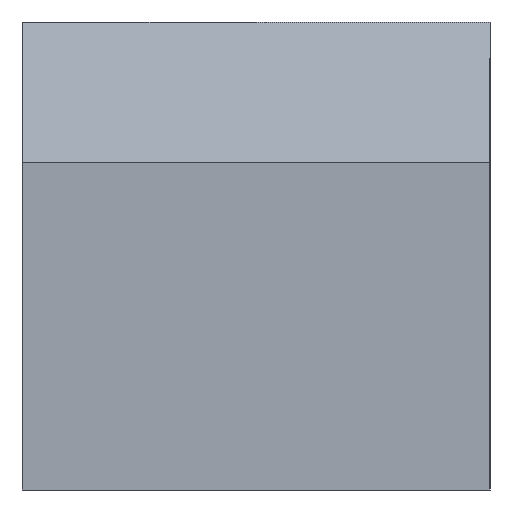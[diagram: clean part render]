
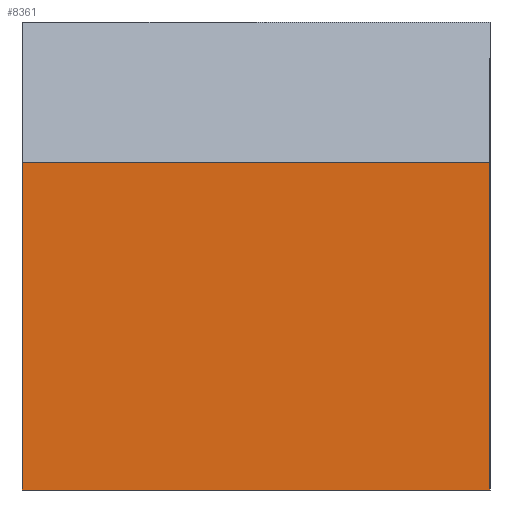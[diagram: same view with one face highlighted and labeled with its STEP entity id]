
A CAD part, left-side view. The second image highlights one B-rep face of the part: STEP entity #8361.
In plain terms, the highlighted planar face has unit normal (-1, 0, 0).
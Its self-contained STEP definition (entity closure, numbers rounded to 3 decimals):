
#90=PLANE('',#8908);
#545=FACE_OUTER_BOUND('',#1000,.T.);
#1000=EDGE_LOOP('',(#7488,#7489,#7490,#7491));
#2317=LINE('',#37373,#2722);
#2318=LINE('',#37376,#2723);
#2319=LINE('',#37378,#2724);
#2320=LINE('',#37379,#2725);
#2722=VECTOR('',#10367,10.);
#2723=VECTOR('',#10370,10.);
#2724=VECTOR('',#10371,10.);
#2725=VECTOR('',#10372,10.);
#3591=VERTEX_POINT('',#37369);
#3592=VERTEX_POINT('',#37371);
#3593=VERTEX_POINT('',#37375);
#3594=VERTEX_POINT('',#37377);
#4897=EDGE_CURVE('',#3591,#3592,#2317,.T.);
#4898=EDGE_CURVE('',#3593,#3591,#2318,.T.);
#4899=EDGE_CURVE('',#3594,#3592,#2319,.T.);
#4900=EDGE_CURVE('',#3593,#3594,#2320,.T.);
#7488=ORIENTED_EDGE('',*,*,#4898,.T.);
#7489=ORIENTED_EDGE('',*,*,#4897,.T.);
#7490=ORIENTED_EDGE('',*,*,#4899,.F.);
#7491=ORIENTED_EDGE('',*,*,#4900,.F.);
#8361=ADVANCED_FACE('',(#545),#90,.T.);
#8908=AXIS2_PLACEMENT_3D('',#37374,#10368,#10369);
#10367=DIRECTION('',(0.,1.,0.));
#10368=DIRECTION('center_axis',(-1.,0.,0.));
#10369=DIRECTION('ref_axis',(0.,0.,1.));
#10370=DIRECTION('',(0.,0.,1.));
#10371=DIRECTION('',(0.,0.,1.));
#10372=DIRECTION('',(0.,1.,0.));
#37369=CARTESIAN_POINT('',(-26.,0.,28.));
#37371=CARTESIAN_POINT('',(-26.,40.,28.));
#37373=CARTESIAN_POINT('',(-26.,0.,28.));
#37374=CARTESIAN_POINT('Origin',(-26.,0.,0.));
#37375=CARTESIAN_POINT('',(-26.,0.,0.));
#37376=CARTESIAN_POINT('',(-26.,0.,0.));
#37377=CARTESIAN_POINT('',(-26.,40.,0.));
#37378=CARTESIAN_POINT('',(-26.,40.,0.));
#37379=CARTESIAN_POINT('',(-26.,0.,0.));
